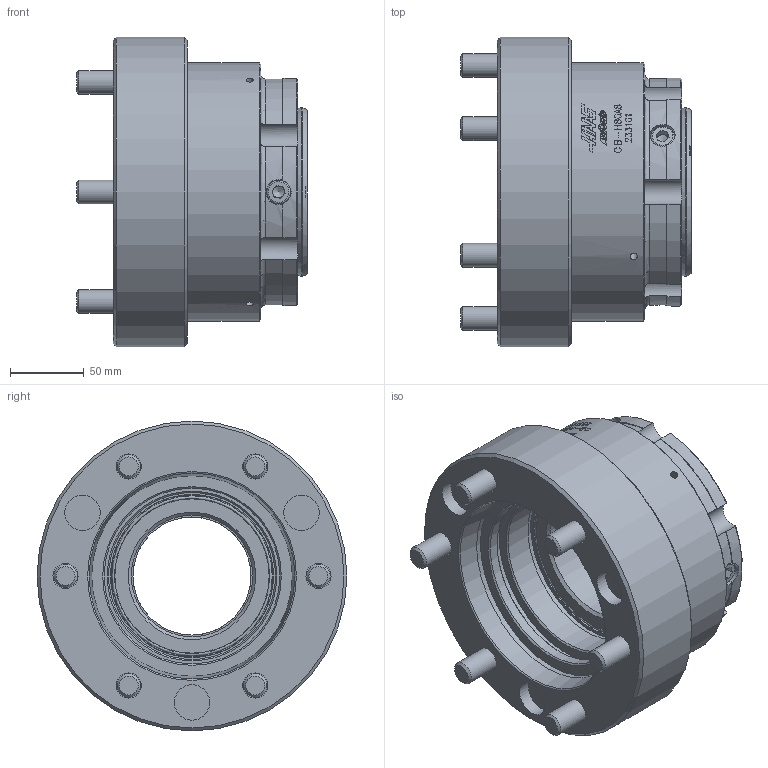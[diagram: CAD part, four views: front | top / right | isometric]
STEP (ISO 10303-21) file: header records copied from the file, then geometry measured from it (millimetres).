
FILE_DESCRIPTION (( 'STEP AP203' ), '1' );
FILE_NAME ('CF-CB-H80A8(M115x2)(HAAS)(no. 05-0335).STEP', '2024-11-06T08:44:46', ( '' ), ( '' ), 'SwSTEP 2.0', 'SolidWorks 2020', '' );
FILE_SCHEMA (( 'CONFIG_CONTROL_DESIGN' ));
Length unit declared in the file: millimetre
Products named in the file (10): CF-CB-H80A8(M115x2)(HAAS)(no. 05-0335); CF-CKCC221000103; CB-42-04000; CF-CKCC221000101; 圓頭內六角螺栓_M10x60; CL-80-09000; CF-RG-80R; O-RING_S105; CF-CKCC221000102; 圓頭內六角螺栓(英制)_5_8"-11UNCx2"
Assembly tree (21 placements, depth 2):
  CF-CB-H80A8(M115x2)(HAAS)(no. 05-0335)
    CF-CKCC221000101
    CF-CKCC221000102
    CF-CKCC221000103
    CB-42-04000
    CL-80-09000  x3
    O-RING_S105
    圓頭內六角螺栓_M10x60  x6
    圓頭內六角螺栓(英制)_5_8"-11UNCx2"  x6
    CF-RG-80R
Bounding box: 156.3 x 210 x 210 mm (x, y, z)
Volume: 2319981.8 mm3; surface area: 397731.7 mm2
Topology: 21 solids, 21 shells, 813 faces, 2713 edges, 2042 vertices
Faces by surface type: plane 439, cylinder 221, cone 112, bspline 24, torus 17
Full cylindrical faces by diameter (mm): 0.8 x2, 1.317 x1, 1.557 x1, 5 x5, 6 x1, 8 x6, 8.5 x15, 10 x9, 11 x6, 15.875 x6, 16 x9, 17 x15, 23.825 x6, 24 x3, 25 x6, 80 x1, 82.5 x1, 88 x1, 90 x1, 95 x1, 97 x2, 105 x1, 110.4 x1, 113 x1, 114.5 x1, 115.5 x1, 119 x1, 130 x3, 136 x1, 175 x1
Entity records: 27092 total; most frequent: CARTESIAN_POINT 8880, ORIENTED_EDGE 3936, DIRECTION 2826, EDGE_CURVE 1968, VERTEX_POINT 1658, AXIS2_PLACEMENT_3D 1114, EDGE_LOOP 844, B_SPLINE_CURVE_WITH_KNOTS 753
